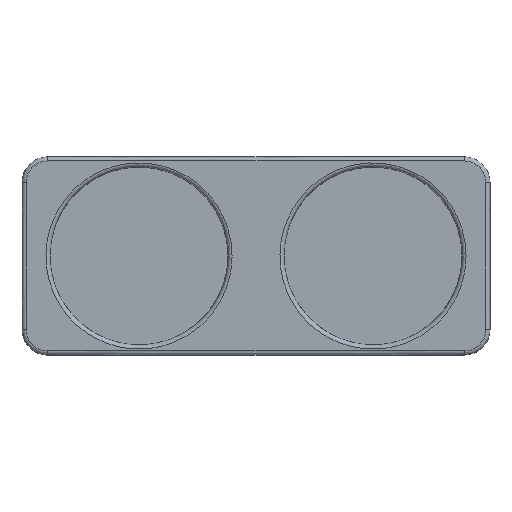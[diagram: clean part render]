
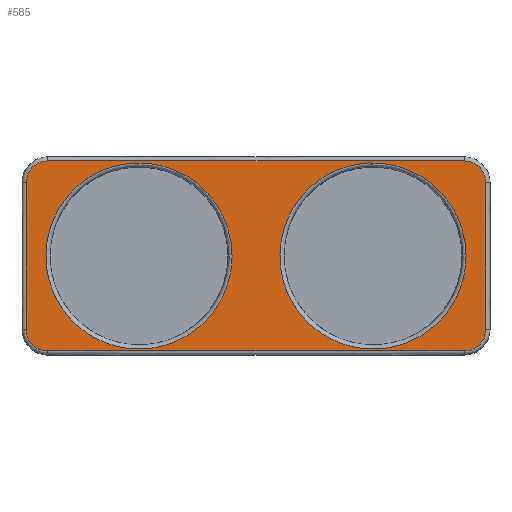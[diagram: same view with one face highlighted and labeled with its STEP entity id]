
A CAD part, top view. The second image highlights one B-rep face of the part: STEP entity #585.
In plain terms, the highlighted planar face has unit normal (0, 0, 1).
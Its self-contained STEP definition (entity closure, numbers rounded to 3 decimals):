
#87=FACE_BOUND('',#146,.T.);
#88=FACE_BOUND('',#147,.T.);
#90=PLANE('',#627);
#104=FACE_OUTER_BOUND('',#145,.T.);
#145=EDGE_LOOP('',(#390,#391,#392,#393,#394,#395,#396,#397));
#146=EDGE_LOOP('',(#398));
#147=EDGE_LOOP('',(#399));
#190=B_SPLINE_CURVE_WITH_KNOTS('',3,(#882,#883,#884,#885,#886,#887,#888,
#889,#890,#891,#892,#893,#894,#895,#896,#897,#898),.UNSPECIFIED.,.T.,.F.,
(4,1,1,1,1,1,1,1,1,1,1,1,1,1,4),(-10.137,-9.413,-8.689,
-7.723,-7.241,-6.275,-5.793,
-4.827,-4.344,-3.379,-2.896,
-2.172,-1.448,-0.724,0.),.UNSPECIFIED.);
#191=B_SPLINE_CURVE_WITH_KNOTS('',3,(#902,#903,#904,#905),.UNSPECIFIED.,
 .F.,.F.,(4,4),(-2.55,0.),.UNSPECIFIED.);
#192=B_SPLINE_CURVE_WITH_KNOTS('',3,(#907,#908,#909,#910,#911,#912),
 .UNSPECIFIED.,.F.,.F.,(4,1,1,4),(-3.145,-2.89,-2.72,
-2.55),.UNSPECIFIED.);
#193=B_SPLINE_CURVE_WITH_KNOTS('',3,(#914,#915,#916,#917,#918,#919),
 .UNSPECIFIED.,.F.,.F.,(4,1,1,4),(-10.395,-8.324,-5.217,
-3.145),.UNSPECIFIED.);
#194=B_SPLINE_CURVE_WITH_KNOTS('',3,(#921,#922,#923,#924,#925,#926),
 .UNSPECIFIED.,.F.,.F.,(4,1,1,4),(-10.991,-10.821,-10.651,
-10.395),.UNSPECIFIED.);
#195=B_SPLINE_CURVE_WITH_KNOTS('',3,(#928,#929,#930,#931),.UNSPECIFIED.,
 .F.,.F.,(4,4),(-13.541,-10.991),.UNSPECIFIED.);
#196=B_SPLINE_CURVE_WITH_KNOTS('',3,(#933,#934,#935,#936,#937,#938),
 .UNSPECIFIED.,.F.,.F.,(4,1,1,4),(-14.136,-13.966,-13.796,
-13.541),.UNSPECIFIED.);
#197=B_SPLINE_CURVE_WITH_KNOTS('',3,(#940,#941,#942,#943,#944,#945),
 .UNSPECIFIED.,.F.,.F.,(4,1,1,4),(-21.386,-19.315,-16.208,
-14.136),.UNSPECIFIED.);
#198=B_SPLINE_CURVE_WITH_KNOTS('',3,(#946,#947,#948,#949,#950,#951),
 .UNSPECIFIED.,.F.,.F.,(4,1,1,4),(-21.981,-21.811,-21.641,
-21.386),.UNSPECIFIED.);
#199=B_SPLINE_CURVE_WITH_KNOTS('',3,(#953,#954,#955,#956,#957,#958,#959,
#960,#961,#962,#963,#964,#965,#966,#967,#968,#969),.UNSPECIFIED.,.T.,.F.,
(4,1,1,1,1,1,1,1,1,1,1,1,1,1,4),(-10.137,-9.413,-8.689,
-7.723,-7.241,-6.275,-5.793,
-4.827,-4.344,-3.379,-2.896,
-2.172,-1.448,-0.724,0.),.UNSPECIFIED.);
#242=VERTEX_POINT('',#857);
#244=VERTEX_POINT('',#900);
#245=VERTEX_POINT('',#901);
#246=VERTEX_POINT('',#906);
#247=VERTEX_POINT('',#913);
#248=VERTEX_POINT('',#920);
#249=VERTEX_POINT('',#927);
#250=VERTEX_POINT('',#932);
#251=VERTEX_POINT('',#939);
#252=VERTEX_POINT('',#952);
#298=EDGE_CURVE('',#242,#242,#190,.T.);
#299=EDGE_CURVE('',#244,#245,#191,.T.);
#300=EDGE_CURVE('',#246,#244,#192,.T.);
#301=EDGE_CURVE('',#247,#246,#193,.T.);
#302=EDGE_CURVE('',#248,#247,#194,.T.);
#303=EDGE_CURVE('',#249,#248,#195,.T.);
#304=EDGE_CURVE('',#250,#249,#196,.T.);
#305=EDGE_CURVE('',#251,#250,#197,.T.);
#306=EDGE_CURVE('',#245,#251,#198,.T.);
#307=EDGE_CURVE('',#252,#252,#199,.T.);
#390=ORIENTED_EDGE('',*,*,#299,.F.);
#391=ORIENTED_EDGE('',*,*,#300,.F.);
#392=ORIENTED_EDGE('',*,*,#301,.F.);
#393=ORIENTED_EDGE('',*,*,#302,.F.);
#394=ORIENTED_EDGE('',*,*,#303,.F.);
#395=ORIENTED_EDGE('',*,*,#304,.F.);
#396=ORIENTED_EDGE('',*,*,#305,.F.);
#397=ORIENTED_EDGE('',*,*,#306,.F.);
#398=ORIENTED_EDGE('',*,*,#307,.F.);
#399=ORIENTED_EDGE('',*,*,#298,.F.);
#585=ADVANCED_FACE('',(#104,#87,#88),#90,.T.);
#627=AXIS2_PLACEMENT_3D('',#899,#662,#663);
#662=DIRECTION('center_axis',(0.,0.,1.));
#663=DIRECTION('ref_axis',(1.,0.,0.));
#857=CARTESIAN_POINT('',(29.582,28.825,7.6));
#882=CARTESIAN_POINT('Ctrl Pts',(29.582,28.825,7.6));
#883=CARTESIAN_POINT('Ctrl Pts',(29.582,31.25,7.6));
#884=CARTESIAN_POINT('Ctrl Pts',(28.476,36.09,7.6));
#885=CARTESIAN_POINT('Ctrl Pts',(23.309,42.59,7.6));
#886=CARTESIAN_POINT('Ctrl Pts',(16.241,45.358,7.6));
#887=CARTESIAN_POINT('Ctrl Pts',(8.074,44.746,7.6));
#888=CARTESIAN_POINT('Ctrl Pts',(2.238,41.374,7.6));
#889=CARTESIAN_POINT('Ctrl Pts',(-2.377,34.608,7.6));
#890=CARTESIAN_POINT('Ctrl Pts',(-3.383,27.942,7.6));
#891=CARTESIAN_POINT('Ctrl Pts',(-0.967,20.115,7.6));
#892=CARTESIAN_POINT('Ctrl Pts',(3.62,15.171,7.6));
#893=CARTESIAN_POINT('Ctrl Pts',(10.479,12.489,7.6));
#894=CARTESIAN_POINT('Ctrl Pts',(17.102,12.482,7.6));
#895=CARTESIAN_POINT('Ctrl Pts',(23.827,15.721,7.6));
#896=CARTESIAN_POINT('Ctrl Pts',(28.476,21.553,7.6));
#897=CARTESIAN_POINT('Ctrl Pts',(29.582,26.4,7.6));
#898=CARTESIAN_POINT('Ctrl Pts',(29.582,28.825,7.6));
#899=CARTESIAN_POINT('Origin',(33.75,28.825,7.6));
#900=CARTESIAN_POINT('',(-6.293,16.075,7.6));
#901=CARTESIAN_POINT('',(-6.293,41.575,7.6));
#902=CARTESIAN_POINT('Ctrl Pts',(-6.293,16.075,7.6));
#903=CARTESIAN_POINT('Ctrl Pts',(-6.293,24.587,7.6));
#904=CARTESIAN_POINT('Ctrl Pts',(-6.293,33.063,7.6));
#905=CARTESIAN_POINT('Ctrl Pts',(-6.293,41.575,7.6));
#906=CARTESIAN_POINT('',(-2.5,12.282,7.6));
#907=CARTESIAN_POINT('Ctrl Pts',(-2.5,12.282,7.6));
#908=CARTESIAN_POINT('Ctrl Pts',(-3.352,12.282,7.6));
#909=CARTESIAN_POINT('Ctrl Pts',(-4.764,12.779,7.6));
#910=CARTESIAN_POINT('Ctrl Pts',(-6.034,14.375,7.6));
#911=CARTESIAN_POINT('Ctrl Pts',(-6.293,15.507,7.6));
#912=CARTESIAN_POINT('Ctrl Pts',(-6.293,16.075,7.6));
#913=CARTESIAN_POINT('',(70.,12.282,7.6));
#914=CARTESIAN_POINT('Ctrl Pts',(70.,12.282,7.6));
#915=CARTESIAN_POINT('Ctrl Pts',(63.083,12.282,7.6));
#916=CARTESIAN_POINT('Ctrl Pts',(45.841,12.282,7.6));
#917=CARTESIAN_POINT('Ctrl Pts',(21.659,12.282,7.6));
#918=CARTESIAN_POINT('Ctrl Pts',(4.417,12.282,7.6));
#919=CARTESIAN_POINT('Ctrl Pts',(-2.5,12.282,7.6));
#920=CARTESIAN_POINT('',(73.793,16.075,7.6));
#921=CARTESIAN_POINT('Ctrl Pts',(73.793,16.075,7.6));
#922=CARTESIAN_POINT('Ctrl Pts',(73.793,15.507,7.6));
#923=CARTESIAN_POINT('Ctrl Pts',(73.534,14.375,7.6));
#924=CARTESIAN_POINT('Ctrl Pts',(72.265,12.78,7.6));
#925=CARTESIAN_POINT('Ctrl Pts',(70.852,12.282,7.6));
#926=CARTESIAN_POINT('Ctrl Pts',(70.,12.282,7.6));
#927=CARTESIAN_POINT('',(73.793,41.575,7.6));
#928=CARTESIAN_POINT('Ctrl Pts',(73.793,41.575,7.6));
#929=CARTESIAN_POINT('Ctrl Pts',(73.793,33.063,7.6));
#930=CARTESIAN_POINT('Ctrl Pts',(73.793,24.587,7.6));
#931=CARTESIAN_POINT('Ctrl Pts',(73.793,16.075,7.6));
#932=CARTESIAN_POINT('',(70.,45.368,7.6));
#933=CARTESIAN_POINT('Ctrl Pts',(70.,45.368,7.6));
#934=CARTESIAN_POINT('Ctrl Pts',(70.568,45.368,7.6));
#935=CARTESIAN_POINT('Ctrl Pts',(71.7,45.109,7.6));
#936=CARTESIAN_POINT('Ctrl Pts',(73.296,43.839,7.6));
#937=CARTESIAN_POINT('Ctrl Pts',(73.793,42.427,7.6));
#938=CARTESIAN_POINT('Ctrl Pts',(73.793,41.575,7.6));
#939=CARTESIAN_POINT('',(-2.5,45.368,7.6));
#940=CARTESIAN_POINT('Ctrl Pts',(-2.5,45.368,7.6));
#941=CARTESIAN_POINT('Ctrl Pts',(4.417,45.368,7.6));
#942=CARTESIAN_POINT('Ctrl Pts',(21.66,45.368,7.6));
#943=CARTESIAN_POINT('Ctrl Pts',(45.84,45.368,7.6));
#944=CARTESIAN_POINT('Ctrl Pts',(63.083,45.368,7.6));
#945=CARTESIAN_POINT('Ctrl Pts',(70.,45.368,7.6));
#946=CARTESIAN_POINT('Ctrl Pts',(-6.293,41.575,7.6));
#947=CARTESIAN_POINT('Ctrl Pts',(-6.293,42.143,7.6));
#948=CARTESIAN_POINT('Ctrl Pts',(-6.034,43.275,7.6));
#949=CARTESIAN_POINT('Ctrl Pts',(-4.764,44.871,7.6));
#950=CARTESIAN_POINT('Ctrl Pts',(-3.352,45.368,7.6));
#951=CARTESIAN_POINT('Ctrl Pts',(-2.5,45.368,7.6));
#952=CARTESIAN_POINT('',(70.332,28.825,7.6));
#953=CARTESIAN_POINT('Ctrl Pts',(70.332,28.825,7.6));
#954=CARTESIAN_POINT('Ctrl Pts',(70.332,31.25,7.6));
#955=CARTESIAN_POINT('Ctrl Pts',(69.226,36.09,7.6));
#956=CARTESIAN_POINT('Ctrl Pts',(64.059,42.59,7.6));
#957=CARTESIAN_POINT('Ctrl Pts',(56.991,45.358,7.6));
#958=CARTESIAN_POINT('Ctrl Pts',(48.824,44.747,7.6));
#959=CARTESIAN_POINT('Ctrl Pts',(42.988,41.373,7.6));
#960=CARTESIAN_POINT('Ctrl Pts',(38.373,34.608,7.6));
#961=CARTESIAN_POINT('Ctrl Pts',(37.367,27.942,7.6));
#962=CARTESIAN_POINT('Ctrl Pts',(39.782,20.115,7.6));
#963=CARTESIAN_POINT('Ctrl Pts',(44.37,15.171,7.6));
#964=CARTESIAN_POINT('Ctrl Pts',(51.229,12.489,7.6));
#965=CARTESIAN_POINT('Ctrl Pts',(57.852,12.483,7.6));
#966=CARTESIAN_POINT('Ctrl Pts',(64.577,15.72,7.6));
#967=CARTESIAN_POINT('Ctrl Pts',(69.226,21.553,7.6));
#968=CARTESIAN_POINT('Ctrl Pts',(70.332,26.4,7.6));
#969=CARTESIAN_POINT('Ctrl Pts',(70.332,28.825,7.6));
